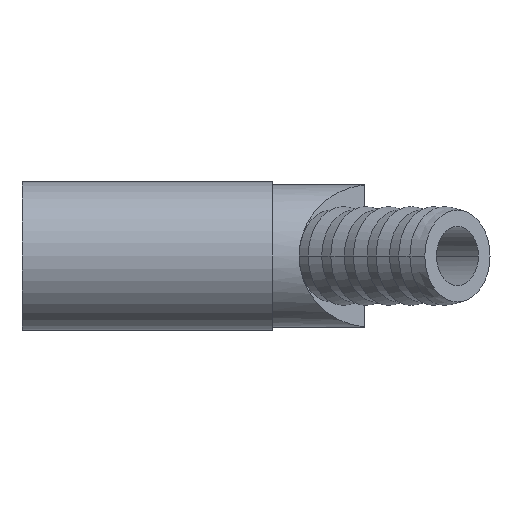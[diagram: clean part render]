
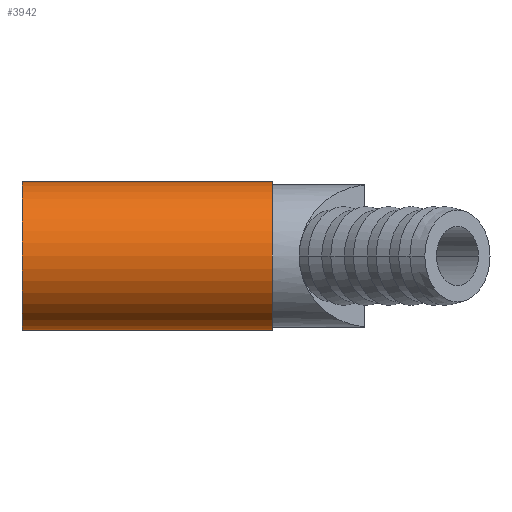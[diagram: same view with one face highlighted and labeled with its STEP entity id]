
A CAD part, front view. The second image highlights one B-rep face of the part: STEP entity #3942.
In plain terms, the highlighted cylindrical face has radius 11.3 mm (diameter 22.6 mm), a partial arc.
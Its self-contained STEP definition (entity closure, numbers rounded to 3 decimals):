
#519 = AXIS2_PLACEMENT_3D ( 'NONE', #8433, #1144, #3665 ) ;
#567 = CARTESIAN_POINT ( 'NONE',  ( 38., 0., 11.3 ) ) ;
#621 = DIRECTION ( 'NONE',  ( -1., 0., 0. ) ) ;
#720 = CARTESIAN_POINT ( 'NONE',  ( 0., 0., -11.3 ) ) ;
#814 = CARTESIAN_POINT ( 'NONE',  ( 0., 0., 0. ) ) ;
#817 = ORIENTED_EDGE ( 'NONE', *, *, #824, .F. ) ;
#824 = EDGE_CURVE ( 'NONE', #7706, #2986, #3920, .T. ) ;
#1129 = DIRECTION ( 'NONE',  ( -1., 0., 0. ) ) ;
#1144 = DIRECTION ( 'NONE',  ( -1., 0., 0. ) ) ;
#2424 = CARTESIAN_POINT ( 'NONE',  ( 0., 0., 11.3 ) ) ;
#2522 = VERTEX_POINT ( 'NONE', #567 ) ;
#2847 = CYLINDRICAL_SURFACE ( 'NONE', #5094, 11.3 ) ;
#2986 = VERTEX_POINT ( 'NONE', #720 ) ;
#3134 = EDGE_CURVE ( 'NONE', #2986, #3590, #5087, .T. ) ;
#3590 = VERTEX_POINT ( 'NONE', #8073 ) ;
#3665 = DIRECTION ( 'NONE',  ( 0., 0., 1. ) ) ;
#3920 = LINE ( 'NONE', #5955, #4382 ) ;
#3942 = ADVANCED_FACE ( 'NONE', ( #5541 ), #2847, .T. ) ;
#4298 = DIRECTION ( 'NONE',  ( -1., 0., 0. ) ) ;
#4382 = VECTOR ( 'NONE', #621, 1000. ) ;
#4551 = ORIENTED_EDGE ( 'NONE', *, *, #3134, .F. ) ;
#4603 = LINE ( 'NONE', #2424, #5335 ) ;
#5087 = CIRCLE ( 'NONE', #519, 11.3 ) ;
#5094 = AXIS2_PLACEMENT_3D ( 'NONE', #814, #6881, #5372 ) ;
#5335 = VECTOR ( 'NONE', #1129, 1000. ) ;
#5372 = DIRECTION ( 'NONE',  ( 0., 0., 1. ) ) ;
#5541 = FACE_OUTER_BOUND ( 'NONE', #6349, .T. ) ;
#5907 = CARTESIAN_POINT ( 'NONE',  ( 38., 0., -11.3 ) ) ;
#5941 = ORIENTED_EDGE ( 'NONE', *, *, #7976, .T. ) ;
#5955 = CARTESIAN_POINT ( 'NONE',  ( 0., 0., -11.3 ) ) ;
#6349 = EDGE_LOOP ( 'NONE', ( #817, #5941, #7066, #4551 ) ) ;
#6445 = CIRCLE ( 'NONE', #6716, 11.3 ) ;
#6716 = AXIS2_PLACEMENT_3D ( 'NONE', #7994, #4298, #8163 ) ;
#6881 = DIRECTION ( 'NONE',  ( -1., 0., 0. ) ) ;
#7066 = ORIENTED_EDGE ( 'NONE', *, *, #8144, .T. ) ;
#7706 = VERTEX_POINT ( 'NONE', #5907 ) ;
#7976 = EDGE_CURVE ( 'NONE', #7706, #2522, #6445, .T. ) ;
#7994 = CARTESIAN_POINT ( 'NONE',  ( 38., 0., 0. ) ) ;
#8073 = CARTESIAN_POINT ( 'NONE',  ( 0., 0., 11.3 ) ) ;
#8144 = EDGE_CURVE ( 'NONE', #2522, #3590, #4603, .T. ) ;
#8163 = DIRECTION ( 'NONE',  ( 0., 0., 1. ) ) ;
#8433 = CARTESIAN_POINT ( 'NONE',  ( 0., 0., 0. ) ) ;
